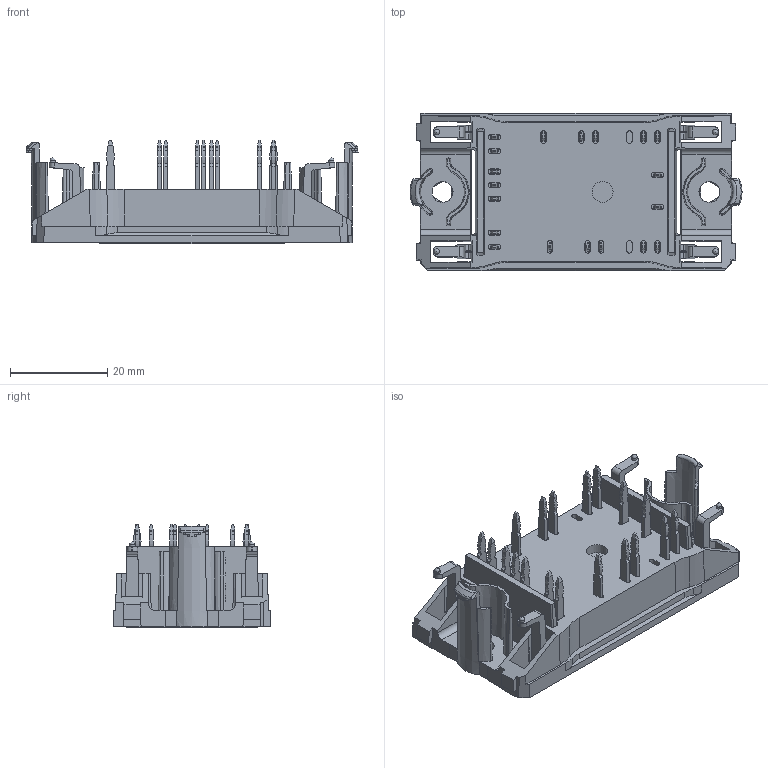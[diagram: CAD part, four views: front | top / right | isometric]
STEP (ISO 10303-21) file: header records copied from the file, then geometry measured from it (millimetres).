
FILE_DESCRIPTION(/* description */ ('Unknown'),/* implementation_level */ '2;1');
FILE_NAME(/* name */ 'Part5',/* time_stamp */ '2016-04-04T16:04:10+02:00',/* author */ ('Unknown'),/* organization */ ('Unknown'),/* preprocessor_version */ 'ST-DEVELOPER v16',/* originating_system */ 'DEX',/* authorisation */ $);
FILE_SCHEMA (('AUTOMOTIVE_DESIGN {1 0 10303 214 3 1 1}'));
Length unit declared in the file: millimetre
Products named in the file (1): Part5
Bounding box: 68.4 x 32.5 x 21.23 mm (x, y, z)
Volume: 17537.4 mm3; surface area: 11523.6 mm2
Topology: 1 solids, 1 shells, 956 faces, 2608 edges, 1688 vertices
Faces by surface type: plane 627, cylinder 241, cone 76, torus 4, bspline 4, sphere 4
Full cylindrical faces by diameter (mm): 1.1 x4, 4.3 x1
Entity records: 37542 total; most frequent: CARTESIAN_POINT 6288, ORIENTED_EDGE 5174, DIRECTION 5083, EDGE_CURVE 2587, LINE 1859, VECTOR 1859, VERTEX_POINT 1680, AXIS2_PLACEMENT_3D 1612
